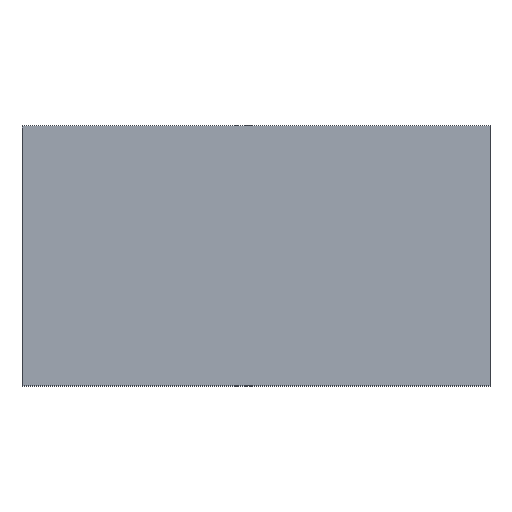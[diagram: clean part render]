
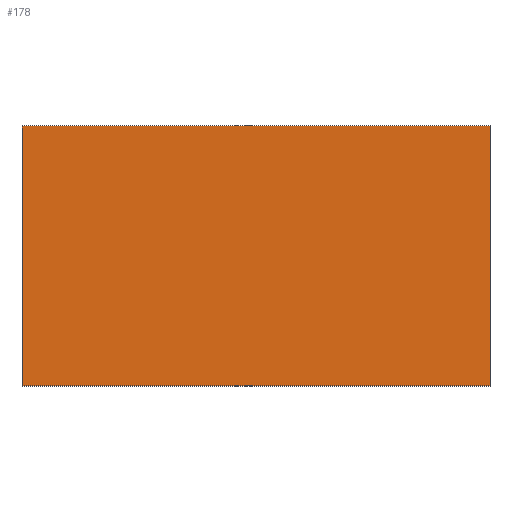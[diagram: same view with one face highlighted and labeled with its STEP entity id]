
A CAD part, top view. The second image highlights one B-rep face of the part: STEP entity #178.
In plain terms, the highlighted planar face has unit normal (0, 0, 1).
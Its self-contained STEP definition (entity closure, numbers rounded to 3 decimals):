
#3 = CARTESIAN_POINT ( 'NONE',  ( 0., 100., 3. ) ) ;
#14 = VECTOR ( 'NONE', #220, 1000. ) ;
#20 = CARTESIAN_POINT ( 'NONE',  ( 0., 100., 3. ) ) ;
#25 = CARTESIAN_POINT ( 'NONE',  ( 0., 0., 3. ) ) ;
#28 = VERTEX_POINT ( 'NONE', #40 ) ;
#34 = LINE ( 'NONE', #157, #118 ) ;
#36 = VERTEX_POINT ( 'NONE', #3 ) ;
#40 = CARTESIAN_POINT ( 'NONE',  ( 0., 0., 3. ) ) ;
#55 = VERTEX_POINT ( 'NONE', #143 ) ;
#65 = VECTOR ( 'NONE', #92, 1000. ) ;
#66 = EDGE_CURVE ( 'NONE', #55, #101, #34, .T. ) ;
#74 = EDGE_CURVE ( 'NONE', #101, #36, #119, .T. ) ;
#75 = CARTESIAN_POINT ( 'NONE',  ( 0., 0., 3. ) ) ;
#78 = VECTOR ( 'NONE', #237, 1000. ) ;
#86 = ORIENTED_EDGE ( 'NONE', *, *, #194, .T. ) ;
#92 = DIRECTION ( 'NONE',  ( 1., 0., 0. ) ) ;
#98 = ORIENTED_EDGE ( 'NONE', *, *, #66, .T. ) ;
#101 = VERTEX_POINT ( 'NONE', #158 ) ;
#117 = FACE_OUTER_BOUND ( 'NONE', #130, .T. ) ;
#118 = VECTOR ( 'NONE', #197, 1000. ) ;
#119 = LINE ( 'NONE', #20, #78 ) ;
#129 = DIRECTION ( 'NONE',  ( -1., 0., 0. ) ) ;
#130 = EDGE_LOOP ( 'NONE', ( #86, #195, #98, #193 ) ) ;
#143 = CARTESIAN_POINT ( 'NONE',  ( 180., 0., 3. ) ) ;
#145 = PLANE ( 'NONE',  #222 ) ;
#146 = EDGE_CURVE ( 'NONE', #28, #55, #200, .T. ) ;
#150 = CARTESIAN_POINT ( 'NONE',  ( 0., 0., 3. ) ) ;
#157 = CARTESIAN_POINT ( 'NONE',  ( 180., 0., 3. ) ) ;
#158 = CARTESIAN_POINT ( 'NONE',  ( 180., 100., 3. ) ) ;
#162 = DIRECTION ( 'NONE',  ( 0., 0., -1. ) ) ;
#167 = LINE ( 'NONE', #25, #14 ) ;
#178 = ADVANCED_FACE ( 'NONE', ( #117 ), #145, .F. ) ;
#193 = ORIENTED_EDGE ( 'NONE', *, *, #74, .T. ) ;
#194 = EDGE_CURVE ( 'NONE', #36, #28, #167, .T. ) ;
#195 = ORIENTED_EDGE ( 'NONE', *, *, #146, .T. ) ;
#197 = DIRECTION ( 'NONE',  ( 0., 1., 0. ) ) ;
#200 = LINE ( 'NONE', #150, #65 ) ;
#220 = DIRECTION ( 'NONE',  ( 0., -1., 0. ) ) ;
#222 = AXIS2_PLACEMENT_3D ( 'NONE', #75, #162, #129 ) ;
#237 = DIRECTION ( 'NONE',  ( -1., 0., 0. ) ) ;
